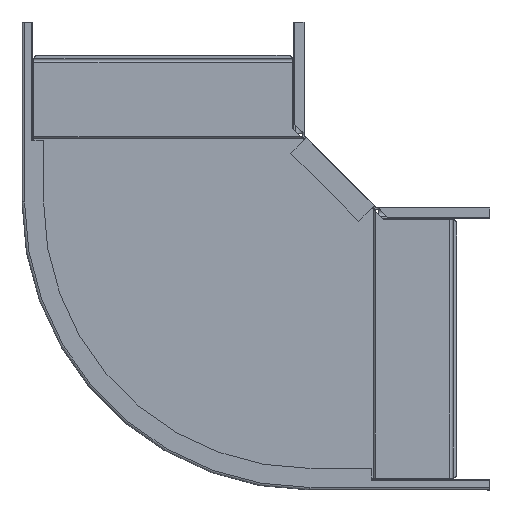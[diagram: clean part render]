
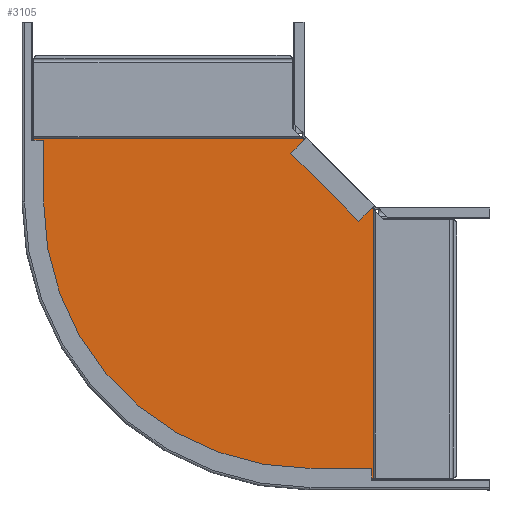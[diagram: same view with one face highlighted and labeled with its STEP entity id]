
A CAD part, front view. The second image highlights one B-rep face of the part: STEP entity #3105.
In plain terms, the highlighted planar face has unit normal (0, -1, 0).
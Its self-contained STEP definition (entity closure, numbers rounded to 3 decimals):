
#1 = CARTESIAN_POINT ( 'NONE',  ( -24.41, -0.75, 24.339 ) ) ;
#14 = ORIENTED_EDGE ( 'NONE', *, *, #5321, .F. ) ;
#53 = PLANE ( 'NONE',  #324 ) ;
#81 = FACE_OUTER_BOUND ( 'NONE', #1493, .T. ) ;
#147 = CIRCLE ( 'NONE', #1869, 198.25 ) ;
#177 = DIRECTION ( 'NONE',  ( 1., 0., 0. ) ) ;
#286 = CARTESIAN_POINT ( 'NONE',  ( 24.339, -0.75, -24.41 ) ) ;
#297 = ORIENTED_EDGE ( 'NONE', *, *, #2516, .F. ) ;
#303 = ORIENTED_EDGE ( 'NONE', *, *, #1512, .F. ) ;
#324 = AXIS2_PLACEMENT_3D ( 'NONE', #4843, #950, #3939 ) ;
#420 = EDGE_CURVE ( 'NONE', #3490, #1478, #545, .T. ) ;
#424 = CARTESIAN_POINT ( 'NONE',  ( 23.412, -0.75, -217.912 ) ) ;
#536 = CARTESIAN_POINT ( 'NONE',  ( -24.071, -0.75, 24.071 ) ) ;
#545 = LINE ( 'NONE', #3144, #5012 ) ;
#616 = VERTEX_POINT ( 'NONE', #1627 ) ;
#647 = DIRECTION ( 'NONE',  ( -1., 0., 0. ) ) ;
#814 = ORIENTED_EDGE ( 'NONE', *, *, #1913, .T. ) ;
#842 = CARTESIAN_POINT ( 'NONE',  ( 24.485, -0.75, -19.662 ) ) ;
#948 = VERTEX_POINT ( 'NONE', #2882 ) ;
#950 = DIRECTION ( 'NONE',  ( 0., -1., 0. ) ) ;
#962 = CARTESIAN_POINT ( 'NONE',  ( -217.912, -0.75, 23.412 ) ) ;
#979 = EDGE_CURVE ( 'NONE', #3230, #4821, #2158, .T. ) ;
#997 = CARTESIAN_POINT ( 'NONE',  ( 24.071, -0.75, -211.412 ) ) ;
#1017 = ORIENTED_EDGE ( 'NONE', *, *, #3523, .F. ) ;
#1081 = CARTESIAN_POINT ( 'NONE',  ( -211.412, -0.75, 23.412 ) ) ;
#1093 = ORIENTED_EDGE ( 'NONE', *, *, #420, .F. ) ;
#1097 = CARTESIAN_POINT ( 'NONE',  ( 24.071, -0.75, -211.412 ) ) ;
#1246 = CARTESIAN_POINT ( 'NONE',  ( 23.412, -0.75, -211.412 ) ) ;
#1269 = CARTESIAN_POINT ( 'NONE',  ( -211.412, -0.75, 75.912 ) ) ;
#1271 = CARTESIAN_POINT ( 'NONE',  ( -19.662, -0.75, -217.912 ) ) ;
#1372 = CARTESIAN_POINT ( 'NONE',  ( 24.485, -0.75, -24.569 ) ) ;
#1425 = VECTOR ( 'NONE', #3243, 1000. ) ;
#1437 = LINE ( 'NONE', #3705, #3936 ) ;
#1447 = CARTESIAN_POINT ( 'NONE',  ( -211.412, -0.75, 24.071 ) ) ;
#1478 = VERTEX_POINT ( 'NONE', #2392 ) ;
#1493 = EDGE_LOOP ( 'NONE', ( #1093, #3528, #297, #303, #5520, #3346, #1696, #1017, #4895, #14, #4793, #814, #1778, #4350 ) ) ;
#1512 = EDGE_CURVE ( 'NONE', #4269, #616, #1437, .T. ) ;
#1519 = LINE ( 'NONE', #997, #4757 ) ;
#1627 = CARTESIAN_POINT ( 'NONE',  ( -211.412, -0.75, 24.485 ) ) ;
#1664 = DIRECTION ( 'NONE',  ( 0., 0., -1. ) ) ;
#1696 = ORIENTED_EDGE ( 'NONE', *, *, #1721, .F. ) ;
#1721 = EDGE_CURVE ( 'NONE', #948, #4758, #2140, .T. ) ;
#1778 = ORIENTED_EDGE ( 'NONE', *, *, #4175, .F. ) ;
#1869 = AXIS2_PLACEMENT_3D ( 'NONE', #2717, #5394, #4976 ) ;
#1891 = EDGE_CURVE ( 'NONE', #2160, #2983, #4911, .T. ) ;
#1913 = EDGE_CURVE ( 'NONE', #2160, #2899, #1519, .T. ) ;
#1999 = DIRECTION ( 'NONE',  ( 1., 0., 0. ) ) ;
#2089 = EDGE_CURVE ( 'NONE', #1478, #3801, #3885, .T. ) ;
#2140 = LINE ( 'NONE', #4415, #3221 ) ;
#2158 = LINE ( 'NONE', #1271, #5105 ) ;
#2160 = VERTEX_POINT ( 'NONE', #1097 ) ;
#2310 = VECTOR ( 'NONE', #1999, 1000. ) ;
#2334 = LINE ( 'NONE', #3702, #2310 ) ;
#2392 = CARTESIAN_POINT ( 'NONE',  ( 24.071, -0.75, -24.071 ) ) ;
#2496 = B_SPLINE_CURVE_WITH_KNOTS ( 'NONE', 3,
 ( #536, #3049, #1, #4375 ),
 .UNSPECIFIED., .F., .F.,
 ( 4, 4 ),
 ( 0.005, 0.006 ),
 .UNSPECIFIED. ) ;
#2516 = EDGE_CURVE ( 'NONE', #616, #3938, #2334, .T. ) ;
#2547 = DIRECTION ( 'NONE',  ( 1., 0., 0. ) ) ;
#2655 = CARTESIAN_POINT ( 'NONE',  ( -24.071, -0.75, 24.071 ) ) ;
#2717 = CARTESIAN_POINT ( 'NONE',  ( -19.662, -0.75, -19.662 ) ) ;
#2718 = DIRECTION ( 'NONE',  ( 0.707, 0., -0.707 ) ) ;
#2756 = EDGE_CURVE ( 'NONE', #3490, #3938, #2496, .T. ) ;
#2803 = DIRECTION ( 'NONE',  ( 0., 0., 1. ) ) ;
#2882 = CARTESIAN_POINT ( 'NONE',  ( -217.912, -0.75, -19.662 ) ) ;
#2899 = VERTEX_POINT ( 'NONE', #4056 ) ;
#2913 = LINE ( 'NONE', #424, #5126 ) ;
#2983 = VERTEX_POINT ( 'NONE', #1246 ) ;
#2992 = DIRECTION ( 'NONE',  ( 0., 0., -1. ) ) ;
#3049 = CARTESIAN_POINT ( 'NONE',  ( -24.24, -0.75, 24.205 ) ) ;
#3079 = EDGE_CURVE ( 'NONE', #4269, #5068, #3436, .T. ) ;
#3105 = ADVANCED_FACE ( 'NONE', ( #81 ), #53, .T. ) ;
#3144 = CARTESIAN_POINT ( 'NONE',  ( -12.021, -0.75, 12.021 ) ) ;
#3221 = VECTOR ( 'NONE', #3475, 1000. ) ;
#3223 = VECTOR ( 'NONE', #647, 1000. ) ;
#3230 = VERTEX_POINT ( 'NONE', #4097 ) ;
#3243 = DIRECTION ( 'NONE',  ( -1., 0., 0. ) ) ;
#3245 = VECTOR ( 'NONE', #3915, 1000. ) ;
#3302 = CARTESIAN_POINT ( 'NONE',  ( -24.569, -0.75, 24.485 ) ) ;
#3346 = ORIENTED_EDGE ( 'NONE', *, *, #4202, .T. ) ;
#3436 = LINE ( 'NONE', #1269, #4223 ) ;
#3475 = DIRECTION ( 'NONE',  ( 0., 0., 1. ) ) ;
#3490 = VERTEX_POINT ( 'NONE', #2655 ) ;
#3523 = EDGE_CURVE ( 'NONE', #3230, #948, #147, .T. ) ;
#3528 = ORIENTED_EDGE ( 'NONE', *, *, #2756, .T. ) ;
#3550 = LINE ( 'NONE', #842, #3245 ) ;
#3702 = CARTESIAN_POINT ( 'NONE',  ( -19.662, -0.75, 24.485 ) ) ;
#3705 = CARTESIAN_POINT ( 'NONE',  ( -211.412, -0.75, -19.662 ) ) ;
#3785 = CARTESIAN_POINT ( 'NONE',  ( 23.412, -0.75, -217.912 ) ) ;
#3801 = VERTEX_POINT ( 'NONE', #1372 ) ;
#3885 = B_SPLINE_CURVE_WITH_KNOTS ( 'NONE', 3,
 ( #4178, #5027, #286, #5107 ),
 .UNSPECIFIED., .F., .F.,
 ( 4, 4 ),
 ( 0.005, 0.006 ),
 .UNSPECIFIED. ) ;
#3915 = DIRECTION ( 'NONE',  ( 0., 0., -1. ) ) ;
#3936 = VECTOR ( 'NONE', #2803, 1000. ) ;
#3938 = VERTEX_POINT ( 'NONE', #3302 ) ;
#3939 = DIRECTION ( 'NONE',  ( 0., 0., -1. ) ) ;
#4056 = CARTESIAN_POINT ( 'NONE',  ( 24.485, -0.75, -211.412 ) ) ;
#4097 = CARTESIAN_POINT ( 'NONE',  ( -19.662, -0.75, -217.912 ) ) ;
#4175 = EDGE_CURVE ( 'NONE', #3801, #2899, #3550, .T. ) ;
#4178 = CARTESIAN_POINT ( 'NONE',  ( 24.071, -0.75, -24.071 ) ) ;
#4202 = EDGE_CURVE ( 'NONE', #5068, #4758, #4317, .T. ) ;
#4223 = VECTOR ( 'NONE', #1664, 1000. ) ;
#4269 = VERTEX_POINT ( 'NONE', #1447 ) ;
#4317 = LINE ( 'NONE', #962, #1425 ) ;
#4350 = ORIENTED_EDGE ( 'NONE', *, *, #2089, .F. ) ;
#4375 = CARTESIAN_POINT ( 'NONE',  ( -24.569, -0.75, 24.485 ) ) ;
#4415 = CARTESIAN_POINT ( 'NONE',  ( -217.912, -0.75, -19.662 ) ) ;
#4582 = CARTESIAN_POINT ( 'NONE',  ( -217.912, -0.75, 23.412 ) ) ;
#4757 = VECTOR ( 'NONE', #177, 1000. ) ;
#4758 = VERTEX_POINT ( 'NONE', #4582 ) ;
#4793 = ORIENTED_EDGE ( 'NONE', *, *, #1891, .F. ) ;
#4821 = VERTEX_POINT ( 'NONE', #3785 ) ;
#4843 = CARTESIAN_POINT ( 'NONE',  ( -19.662, -0.75, -19.662 ) ) ;
#4895 = ORIENTED_EDGE ( 'NONE', *, *, #979, .T. ) ;
#4911 = LINE ( 'NONE', #5416, #3223 ) ;
#4976 = DIRECTION ( 'NONE',  ( 0., 0., -1. ) ) ;
#5012 = VECTOR ( 'NONE', #2718, 1000. ) ;
#5027 = CARTESIAN_POINT ( 'NONE',  ( 24.205, -0.75, -24.24 ) ) ;
#5068 = VERTEX_POINT ( 'NONE', #1081 ) ;
#5105 = VECTOR ( 'NONE', #2547, 1000. ) ;
#5107 = CARTESIAN_POINT ( 'NONE',  ( 24.485, -0.75, -24.569 ) ) ;
#5126 = VECTOR ( 'NONE', #2992, 1000. ) ;
#5321 = EDGE_CURVE ( 'NONE', #2983, #4821, #2913, .T. ) ;
#5394 = DIRECTION ( 'NONE',  ( 0., 1., 0. ) ) ;
#5416 = CARTESIAN_POINT ( 'NONE',  ( 75.912, -0.75, -211.412 ) ) ;
#5520 = ORIENTED_EDGE ( 'NONE', *, *, #3079, .T. ) ;
